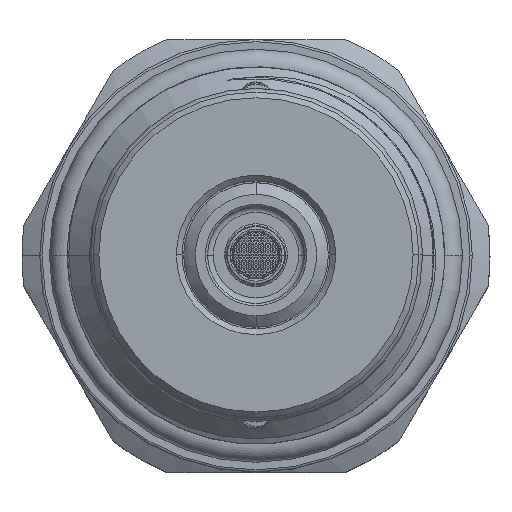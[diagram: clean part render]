
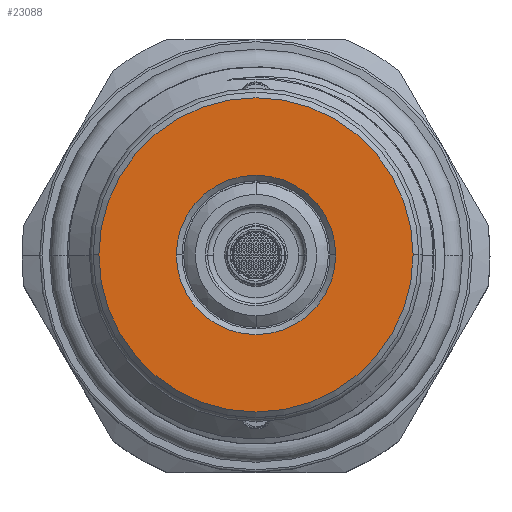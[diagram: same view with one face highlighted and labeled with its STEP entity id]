
A CAD part, top view. The second image highlights one B-rep face of the part: STEP entity #23088.
In plain terms, the highlighted planar face has unit normal (0, 0, 1).
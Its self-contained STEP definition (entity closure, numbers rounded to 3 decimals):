
#964 = AXIS2_PLACEMENT_3D ( 'NONE', #42031, #42032, #42033 ) ;
#985 = AXIS2_PLACEMENT_3D ( 'NONE', #38799, #38800, #38801 ) ;
#1008 = AXIS2_PLACEMENT_3D ( 'NONE', #41940, #41941, #41942 ) ;
#1016 = AXIS2_PLACEMENT_3D ( 'NONE', #39292, #39293, #39294 ) ;
#13404 = FACE_BOUND ( 'NONE', #24455, .T. ) ;
#13414 = FACE_OUTER_BOUND ( 'NONE', #24436, .T. ) ;
#14783 = CARTESIAN_POINT ( 'NONE',  ( 0., 0., 0. ) ) ;
#14786 = PLANE ( 'NONE',  #36231 ) ;
#14788 = DIRECTION ( 'NONE',  ( 0., 0., 1. ) ) ;
#14789 = DIRECTION ( 'NONE',  ( 1., 0., 0. ) ) ;
#17537 = CARTESIAN_POINT ( 'NONE',  ( -13.8, 0., 0. ) ) ;
#17543 = CARTESIAN_POINT ( 'NONE',  ( 13.8, 0., 0. ) ) ;
#17834 = CARTESIAN_POINT ( 'NONE',  ( 7., 0., 0. ) ) ;
#18002 = CARTESIAN_POINT ( 'NONE',  ( -7., 0., 0. ) ) ;
#20464 = EDGE_CURVE ( 'NONE', #26884, #26891, #28673, .T. ) ;
#20580 = EDGE_CURVE ( 'NONE', #27390, #27210, #28705, .T. ) ;
#21245 = EDGE_CURVE ( 'NONE', #27210, #27390, #40506, .T. ) ;
#21289 = EDGE_CURVE ( 'NONE', #26891, #26884, #40528, .T. ) ;
#23088 = ADVANCED_FACE ( 'NONE', ( #13404, #13414 ), #14786, .T. ) ;
#24436 = EDGE_LOOP ( 'NONE', ( #24807, #24808 ) ) ;
#24455 = EDGE_LOOP ( 'NONE', ( #24805, #24806 ) ) ;
#24805 = ORIENTED_EDGE ( 'NONE', *, *, #21245, .T. ) ;
#24806 = ORIENTED_EDGE ( 'NONE', *, *, #20580, .T. ) ;
#24807 = ORIENTED_EDGE ( 'NONE', *, *, #20464, .T. ) ;
#24808 = ORIENTED_EDGE ( 'NONE', *, *, #21289, .T. ) ;
#26884 = VERTEX_POINT ( 'NONE', #17537 ) ;
#26891 = VERTEX_POINT ( 'NONE', #17543 ) ;
#27210 = VERTEX_POINT ( 'NONE', #17834 ) ;
#27390 = VERTEX_POINT ( 'NONE', #18002 ) ;
#28673 = CIRCLE ( 'NONE', #985, 13.8 ) ;
#28705 = CIRCLE ( 'NONE', #1016, 7. ) ;
#36231 = AXIS2_PLACEMENT_3D ( 'NONE', #14783, #14788, #14789 ) ;
#38799 = CARTESIAN_POINT ( 'NONE',  ( 0., 0., 0. ) ) ;
#38800 = DIRECTION ( 'NONE',  ( 0., 0., 1. ) ) ;
#38801 = DIRECTION ( 'NONE',  ( 1., 0., 0. ) ) ;
#39292 = CARTESIAN_POINT ( 'NONE',  ( 0., 0., 0. ) ) ;
#39293 = DIRECTION ( 'NONE',  ( 0., 0., -1. ) ) ;
#39294 = DIRECTION ( 'NONE',  ( 1., 0., 0. ) ) ;
#40506 = CIRCLE ( 'NONE', #1008, 7. ) ;
#40528 = CIRCLE ( 'NONE', #964, 13.8 ) ;
#41940 = CARTESIAN_POINT ( 'NONE',  ( 0., 0., 0. ) ) ;
#41941 = DIRECTION ( 'NONE',  ( 0., 0., -1. ) ) ;
#41942 = DIRECTION ( 'NONE',  ( 1., 0., 0. ) ) ;
#42031 = CARTESIAN_POINT ( 'NONE',  ( 0., 0., 0. ) ) ;
#42032 = DIRECTION ( 'NONE',  ( 0., 0., 1. ) ) ;
#42033 = DIRECTION ( 'NONE',  ( 1., 0., 0. ) ) ;
